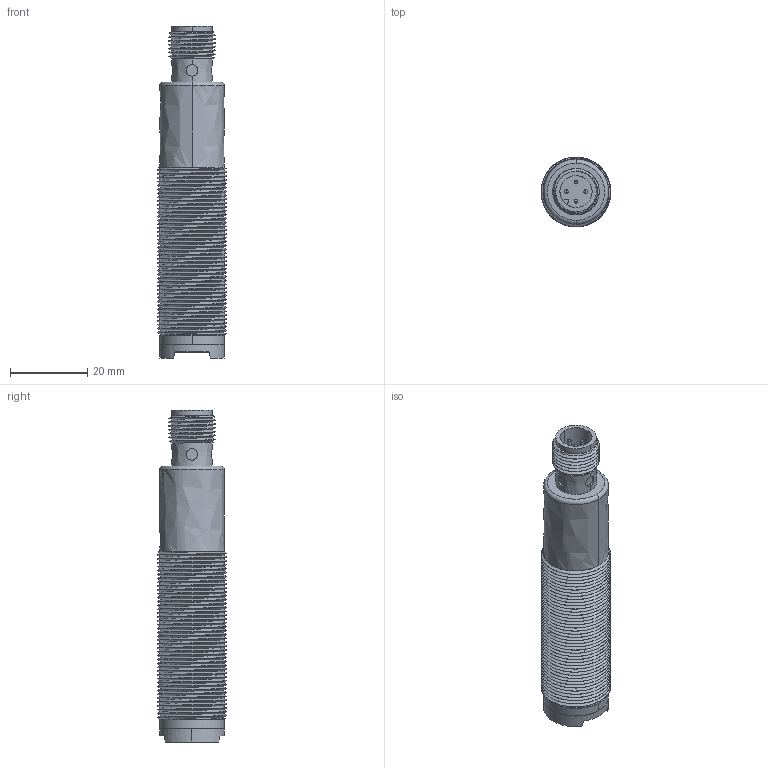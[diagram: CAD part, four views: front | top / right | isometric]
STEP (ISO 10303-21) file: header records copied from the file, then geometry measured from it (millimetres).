
FILE_DESCRIPTION( ('This file contains a STEP AP42 implementation' ,'as created by ZW3D STEP Interface translator.') ,'2;1' );
FILE_NAME( '8-M18B-DXXXXX-LXXQ4UE.stp' ,'23 510.163957', (''), ('ZWCAD Software Co.'), 'Version 1.0', 'ZW3D to STEP translator', '' );
FILE_SCHEMA(('CONFIG_CONTROL_DESIGN'));
Length unit declared in the file: millimetre
Products named in the file (2): 0; M18B-XXXXXX-CXXQ4UE
Bounding box: 18 x 18 x 85.9 mm (x, y, z)
Volume: 16774.6 mm3; surface area: 7980.5 mm2
Topology: 1 solids, 1 shells, 229 faces, 615 edges, 390 vertices
Faces by surface type: bspline 229
Entity records: 20465 total; most frequent: CARTESIAN_POINT 16944, ORIENTED_EDGE 1214, EDGE_CURVE 607, B_SPLINE_CURVE_WITH_KNOTS 495, VERTEX_POINT 390, EDGE_LOOP 239, FACE_OUTER_BOUND 229, ADVANCED_FACE 229
